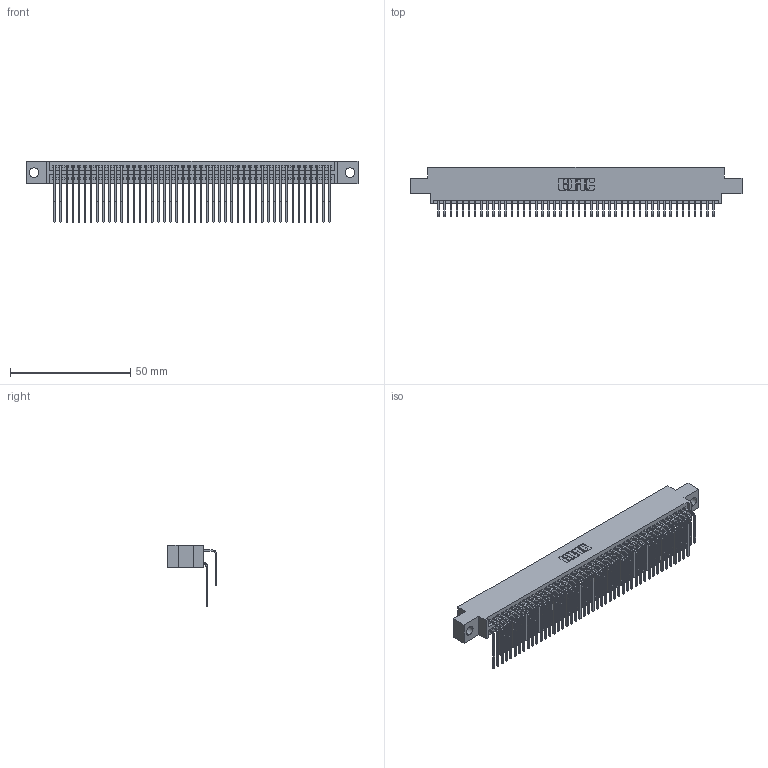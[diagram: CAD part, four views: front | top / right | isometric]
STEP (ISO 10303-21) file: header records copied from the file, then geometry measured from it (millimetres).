
FILE_DESCRIPTION (( 'STEP AP203' ), '1' );
FILE_NAME ('395-092-559-804.STEP', '2021-06-17T11:06:29', ( '' ), ( '' ), 'SwSTEP 2.0', 'SolidWorks 2020', '' );
FILE_SCHEMA (( 'CONFIG_CONTROL_DESIGN' ));
Length unit declared in the file: inch
Products named in the file (4): 395-092-559-804; 345 Part_0.170 Offset - 0.156 Dia-TI; 345-292-001_559 Tail - 2; 345-292-001_558 559 Tail - 1
Assembly tree (93 placements, depth 2):
  395-092-559-804
    345 Part_0.170 Offset - 0.156 Dia-TI
    345-292-001_558 559 Tail - 1  x46
    345-292-001_559 Tail - 2  x46
Bounding box: 138.05 x 20.56 x 25.53 mm (x, y, z)
Volume: 13758.7 mm3; surface area: 22905.9 mm2
Topology: 93 solids, 93 shells, 4928 faces, 14649 edges, 9642 vertices
Faces by surface type: plane 3318, cylinder 1610
Entity records: 37757 total; most frequent: CARTESIAN_POINT 6377, ORIENTED_EDGE 6258, DIRECTION 5589, EDGE_CURVE 3129, LINE 2773, VECTOR 2773, VERTEX_POINT 2082, AXIS2_PLACEMENT_3D 1408
